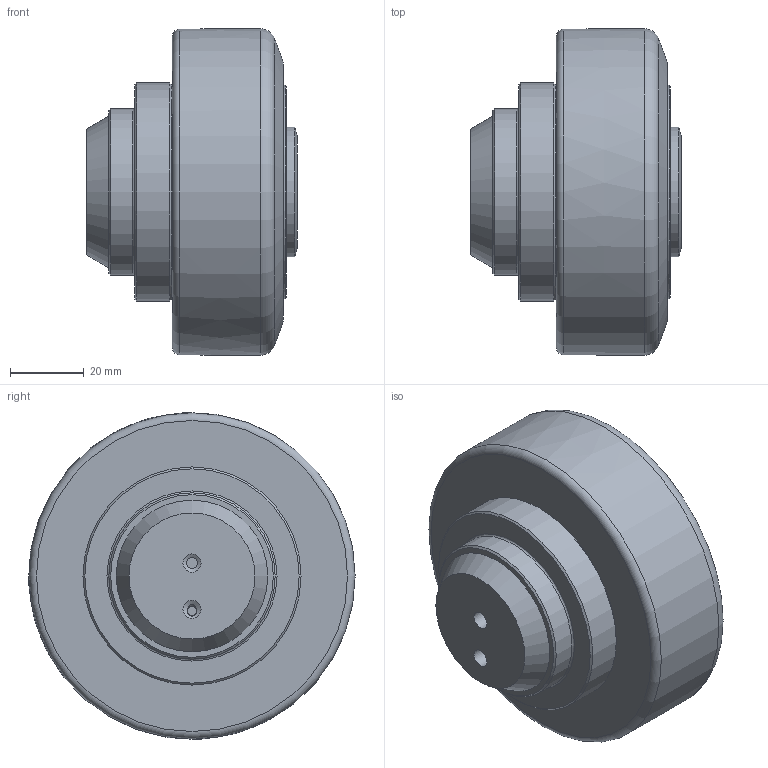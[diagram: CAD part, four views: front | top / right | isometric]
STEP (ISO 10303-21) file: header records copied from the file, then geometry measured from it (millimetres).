
FILE_DESCRIPTION(/* description */ ('-','CAx-IF Rec.Pracs.---Representation and Presentation of Product Manufacturing Information (PMI)---4.0---2014-10-13'),/* implementation_level */ '2;1');
FILE_NAME(/* name */ '07d9fc4b-419c-41a3-9540-96595a2b8bbc.stp',/* time_stamp */ '2020-04-01T16:34:50+02:00',/* author */ ('-'),/* organization */ ('NTI CADcenter A/S'),/* preprocessor_version */ 'ST-DEVELOPER v18',/* originating_system */ 'Autodesk Inventor 2020',/* authorisation */ '-');
FILE_SCHEMA (('AP242_MANAGED_MODEL_BASED_3D_ENGINEERING_MIM_LF { 1 0 10303 442 1 1 4 }'));
Length unit declared in the file: millimetre
Products named in the file (1): TR 090.0368_Kontur
Bounding box: 57 x 88.29 x 88.29 mm (x, y, z)
Volume: 228095.2 mm3; surface area: 24487.6 mm2
Topology: 1 solids, 1 shells, 71 faces, 177 edges, 125 vertices
Faces by surface type: plane 37, cylinder 18, cone 12, torus 3, bspline 1
Full cylindrical faces by diameter (mm): 2.5 x2, 3 x1, 4.917 x2, 8 x3, 8.6 x3, 11 x2, 35 x1, 45 x1, 55.3 x1, 57.8 x1, 59 x1
Entity records: 2285 total; most frequent: CARTESIAN_POINT 439, DIRECTION 406, ORIENTED_EDGE 354, EDGE_CURVE 177, AXIS2_PLACEMENT_3D 161, VERTEX_POINT 125, CIRCLE 88, EDGE_LOOP 88
